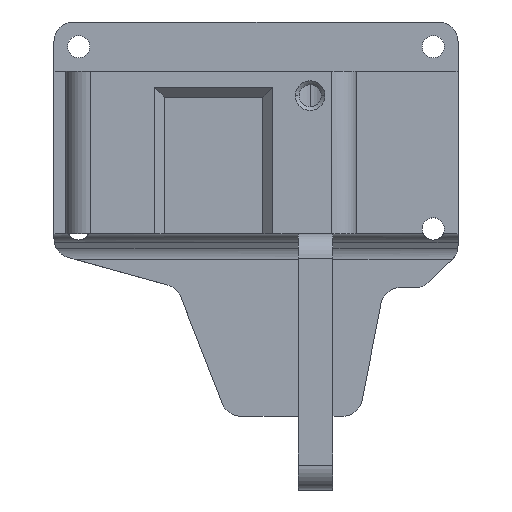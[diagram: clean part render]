
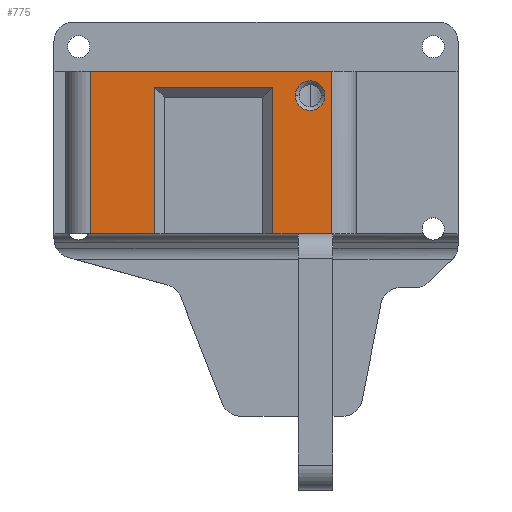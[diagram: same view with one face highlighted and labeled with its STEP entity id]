
A CAD part, top view. The second image highlights one B-rep face of the part: STEP entity #775.
In plain terms, the highlighted planar face has unit normal (0, 0, 1).
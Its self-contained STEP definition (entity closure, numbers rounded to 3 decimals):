
#76 = CARTESIAN_POINT ( 'NONE',  ( 1.357, -21.325, 32.7 ) ) ;
#102 = VERTEX_POINT ( 'NONE', #3276 ) ;
#149 = DIRECTION ( 'NONE',  ( 0., 0., -1. ) ) ;
#154 = ORIENTED_EDGE ( 'NONE', *, *, #1845, .T. ) ;
#190 = CARTESIAN_POINT ( 'NONE',  ( -40.863, -21.325, 32.7 ) ) ;
#196 = VERTEX_POINT ( 'NONE', #1652 ) ;
#339 = ORIENTED_EDGE ( 'NONE', *, *, #414, .T. ) ;
#362 = CARTESIAN_POINT ( 'NONE',  ( 8.137, -21.325, 32.7 ) ) ;
#364 = ORIENTED_EDGE ( 'NONE', *, *, #1403, .T. ) ;
#393 = CIRCLE ( 'NONE', #3151, 3. ) ;
#402 = CIRCLE ( 'NONE', #820, 3. ) ;
#409 = DIRECTION ( 'NONE',  ( 0., 0., 1. ) ) ;
#414 = EDGE_CURVE ( 'NONE', #2467, #1032, #402, .T. ) ;
#429 = ORIENTED_EDGE ( 'NONE', *, *, #532, .T. ) ;
#495 = ORIENTED_EDGE ( 'NONE', *, *, #3164, .T. ) ;
#513 = DIRECTION ( 'NONE',  ( 1., 0., 0. ) ) ;
#532 = EDGE_CURVE ( 'NONE', #589, #1391, #2012, .T. ) ;
#538 = ORIENTED_EDGE ( 'NONE', *, *, #1865, .T. ) ;
#572 = CARTESIAN_POINT ( 'NONE',  ( 3.737, 6.675, 32.7 ) ) ;
#589 = VERTEX_POINT ( 'NONE', #76 ) ;
#655 = VECTOR ( 'NONE', #2461, 1000. ) ;
#659 = FACE_BOUND ( 'NONE', #1763, .T. ) ;
#690 = DIRECTION ( 'NONE',  ( 1., 0., 0. ) ) ;
#758 = EDGE_CURVE ( 'NONE', #102, #991, #1944, .T. ) ;
#760 = VECTOR ( 'NONE', #2976, 1000. ) ;
#775 = ADVANCED_FACE ( 'NONE', ( #659, #2679 ), #3198, .T. ) ;
#820 = AXIS2_PLACEMENT_3D ( 'NONE', #1934, #149, #2168 ) ;
#832 = DIRECTION ( 'NONE',  ( 1., 0., 0. ) ) ;
#840 = CARTESIAN_POINT ( 'NONE',  ( -27.863, 8.375, 32.7 ) ) ;
#864 = VECTOR ( 'NONE', #1991, 1000. ) ;
#983 = CARTESIAN_POINT ( 'NONE',  ( -3.863, 8.375, 32.7 ) ) ;
#991 = VERTEX_POINT ( 'NONE', #2425 ) ;
#1032 = VERTEX_POINT ( 'NONE', #2141 ) ;
#1074 = VECTOR ( 'NONE', #1693, 1000. ) ;
#1123 = LINE ( 'NONE', #1653, #2240 ) ;
#1128 = VECTOR ( 'NONE', #3265, 1000. ) ;
#1214 = CARTESIAN_POINT ( 'NONE',  ( 0., -21.325, 32.7 ) ) ;
#1227 = CARTESIAN_POINT ( 'NONE',  ( -5.863, 8.375, 32.7 ) ) ;
#1379 = VERTEX_POINT ( 'NONE', #840 ) ;
#1391 = VERTEX_POINT ( 'NONE', #362 ) ;
#1403 = EDGE_CURVE ( 'NONE', #196, #1379, #1123, .T. ) ;
#1446 = CARTESIAN_POINT ( 'NONE',  ( 0., -21.325, 32.7 ) ) ;
#1465 = CARTESIAN_POINT ( 'NONE',  ( -3.863, -21.325, 32.7 ) ) ;
#1580 = DIRECTION ( 'NONE',  ( 0., 0., -1. ) ) ;
#1652 = CARTESIAN_POINT ( 'NONE',  ( -27.863, -21.325, 32.7 ) ) ;
#1653 = CARTESIAN_POINT ( 'NONE',  ( -27.863, 0., 32.7 ) ) ;
#1693 = DIRECTION ( 'NONE',  ( 0., -1., 0. ) ) ;
#1763 = EDGE_LOOP ( 'NONE', ( #339, #154 ) ) ;
#1797 = LINE ( 'NONE', #1813, #3255 ) ;
#1813 = CARTESIAN_POINT ( 'NONE',  ( -3.863, -21.325, 32.7 ) ) ;
#1845 = EDGE_CURVE ( 'NONE', #1032, #2467, #393, .T. ) ;
#1865 = EDGE_CURVE ( 'NONE', #102, #2100, #2208, .T. ) ;
#1934 = CARTESIAN_POINT ( 'NONE',  ( 3.737, 6.675, 32.7 ) ) ;
#1942 = LINE ( 'NONE', #1446, #655 ) ;
#1944 = LINE ( 'NONE', #2212, #2704 ) ;
#1991 = DIRECTION ( 'NONE',  ( 1., 0., 0. ) ) ;
#1995 = CARTESIAN_POINT ( 'NONE',  ( 8.137, 0., 32.7 ) ) ;
#2012 = LINE ( 'NONE', #3034, #2838 ) ;
#2041 = VERTEX_POINT ( 'NONE', #983 ) ;
#2100 = VERTEX_POINT ( 'NONE', #2342 ) ;
#2141 = CARTESIAN_POINT ( 'NONE',  ( 0.737, 6.675, 32.7 ) ) ;
#2168 = DIRECTION ( 'NONE',  ( 1., 0., 0. ) ) ;
#2208 = LINE ( 'NONE', #190, #1074 ) ;
#2212 = CARTESIAN_POINT ( 'NONE',  ( 0., 11.675, 32.7 ) ) ;
#2239 = CARTESIAN_POINT ( 'NONE',  ( 6.737, 6.675, 32.7 ) ) ;
#2240 = VECTOR ( 'NONE', #2354, 1000. ) ;
#2331 = DIRECTION ( 'NONE',  ( 0., -1., 0. ) ) ;
#2337 = ORIENTED_EDGE ( 'NONE', *, *, #3217, .T. ) ;
#2342 = CARTESIAN_POINT ( 'NONE',  ( -40.863, -21.325, 32.7 ) ) ;
#2354 = DIRECTION ( 'NONE',  ( 0., 1., 0. ) ) ;
#2398 = EDGE_LOOP ( 'NONE', ( #2776, #538, #2337, #364, #2798, #2891, #495, #429, #2699 ) ) ;
#2425 = CARTESIAN_POINT ( 'NONE',  ( 8.137, 11.675, 32.7 ) ) ;
#2461 = DIRECTION ( 'NONE',  ( 1., 0., 0. ) ) ;
#2467 = VERTEX_POINT ( 'NONE', #2239 ) ;
#2499 = EDGE_CURVE ( 'NONE', #1379, #2041, #2739, .T. ) ;
#2679 = FACE_OUTER_BOUND ( 'NONE', #2398, .T. ) ;
#2699 = ORIENTED_EDGE ( 'NONE', *, *, #3281, .T. ) ;
#2704 = VECTOR ( 'NONE', #2963, 1000. ) ;
#2739 = LINE ( 'NONE', #1227, #864 ) ;
#2742 = LINE ( 'NONE', #1995, #1128 ) ;
#2776 = ORIENTED_EDGE ( 'NONE', *, *, #758, .F. ) ;
#2798 = ORIENTED_EDGE ( 'NONE', *, *, #2499, .T. ) ;
#2838 = VECTOR ( 'NONE', #513, 1000. ) ;
#2891 = ORIENTED_EDGE ( 'NONE', *, *, #2992, .T. ) ;
#2925 = AXIS2_PLACEMENT_3D ( 'NONE', #3231, #409, #690 ) ;
#2963 = DIRECTION ( 'NONE',  ( 1., 0., 0. ) ) ;
#2976 = DIRECTION ( 'NONE',  ( 1., 0., 0. ) ) ;
#2992 = EDGE_CURVE ( 'NONE', #2041, #3225, #1797, .T. ) ;
#3034 = CARTESIAN_POINT ( 'NONE',  ( 0., -21.325, 32.7 ) ) ;
#3133 = LINE ( 'NONE', #1214, #760 ) ;
#3151 = AXIS2_PLACEMENT_3D ( 'NONE', #572, #1580, #832 ) ;
#3164 = EDGE_CURVE ( 'NONE', #3225, #589, #1942, .T. ) ;
#3198 = PLANE ( 'NONE',  #2925 ) ;
#3217 = EDGE_CURVE ( 'NONE', #2100, #196, #3133, .T. ) ;
#3225 = VERTEX_POINT ( 'NONE', #1465 ) ;
#3231 = CARTESIAN_POINT ( 'NONE',  ( 0., 0., 32.7 ) ) ;
#3255 = VECTOR ( 'NONE', #2331, 1000. ) ;
#3265 = DIRECTION ( 'NONE',  ( 0., 1., 0. ) ) ;
#3276 = CARTESIAN_POINT ( 'NONE',  ( -40.863, 11.675, 32.7 ) ) ;
#3281 = EDGE_CURVE ( 'NONE', #1391, #991, #2742, .T. ) ;
